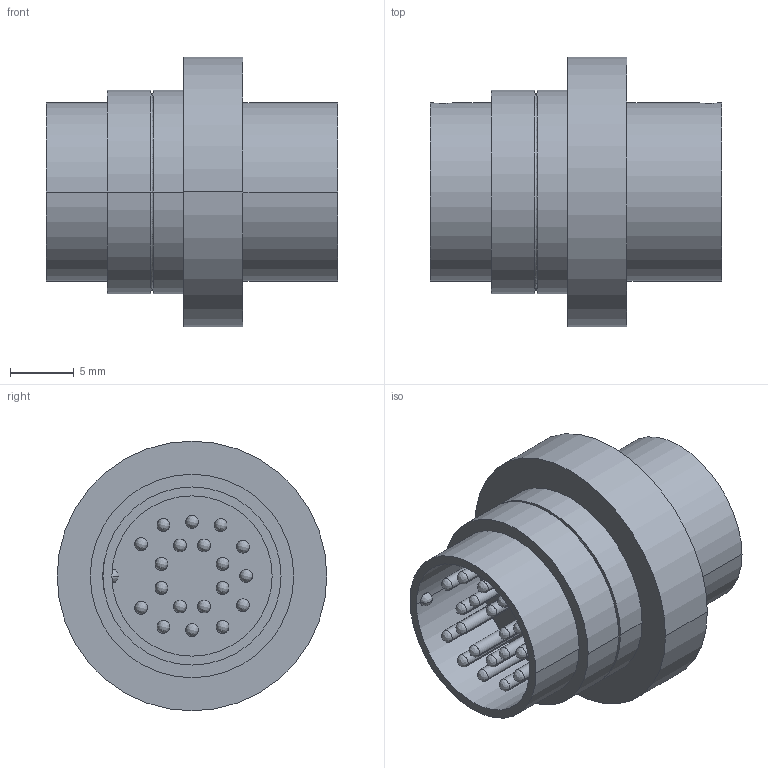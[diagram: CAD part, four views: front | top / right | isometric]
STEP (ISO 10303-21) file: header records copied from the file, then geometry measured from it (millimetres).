
FILE_DESCRIPTION (( 'STEP AP214' ), '1' );
FILE_NAME ('220-CM19.STEP', '2014-07-17T11:58:02', ( '' ), ( '' ), 'SwSTEP 2.0', 'SolidWorks 2014', '' );
FILE_SCHEMA (( 'AUTOMOTIVE_DESIGN' ));
Length unit declared in the file: millimetre
Products named in the file (4): 9220-CM-W-V1011_bearbeitet; 220-CM19; 9220-PIN-FENI_pin vergd; 9220-CM-GLASS19-PLATE_1
Assembly tree (21 placements, depth 2):
  220-CM19
    9220-CM-W-V1011_bearbeitet
    9220-CM-GLASS19-PLATE_1
    9220-PIN-FENI_pin vergd  x19
Bounding box: 22.9 x 21.2 x 21.2 mm (x, y, z)
Volume: 2380.5 mm3; surface area: 4603.5 mm2
Topology: 21 solids, 21 shells, 177 faces, 471 edges, 220 vertices
Faces by surface type: cylinder 96, bspline 71, plane 10
Entity records: 4830 total; most frequent: CARTESIAN_POINT 1377, DIRECTION 522, ORIENTED_EDGE 446, AXIS2_PLACEMENT_3D 229, EDGE_CURVE 223, VERTEX_POINT 148, CIRCLE 135, EDGE_LOOP 133
